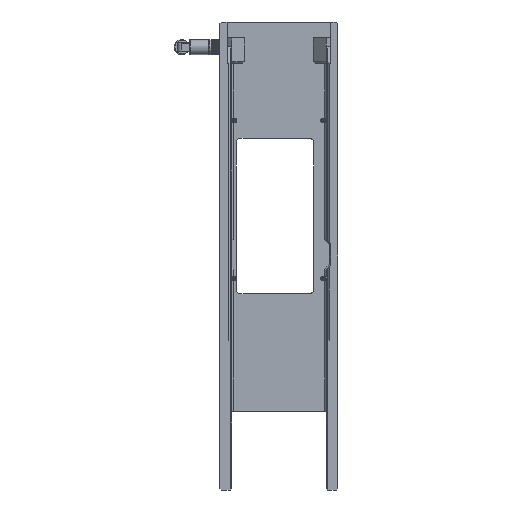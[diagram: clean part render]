
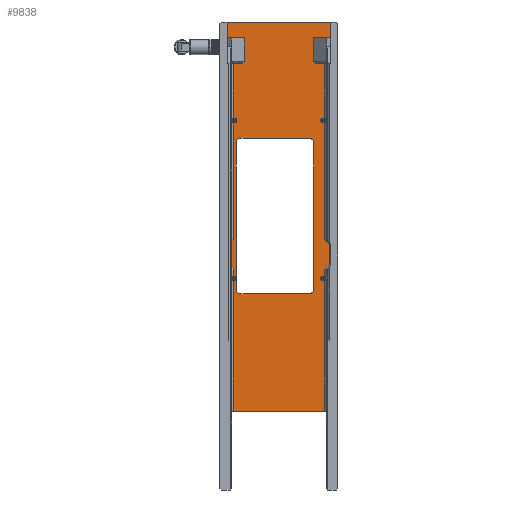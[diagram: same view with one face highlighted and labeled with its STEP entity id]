
A CAD part, front view. The second image highlights one B-rep face of the part: STEP entity #9838.
In plain terms, the highlighted planar face has unit normal (0, -1, 0).
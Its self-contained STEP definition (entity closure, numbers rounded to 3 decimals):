
#161=FACE_BOUND('',#1553,.T.);
#358=PLANE('',#10686);
#918=FACE_OUTER_BOUND('',#1552,.T.);
#1552=EDGE_LOOP('',(#7810,#7811,#7812,#7813,#7814,#7815,#7816,#7817,#7818,
#7819,#7820,#7821,#7822,#7823,#7824,#7825));
#1553=EDGE_LOOP('',(#7826,#7827,#7828,#7829,#7830,#7831,#7832,#7833));
#2128=CIRCLE('',#10687,3.);
#2129=CIRCLE('',#10688,3.);
#2130=CIRCLE('',#10689,3.);
#2131=CIRCLE('',#10690,3.);
#2743=LINE('',#20272,#3495);
#2761=LINE('',#20313,#3513);
#2803=LINE('',#20403,#3555);
#2808=LINE('',#20414,#3560);
#2855=LINE('',#20580,#3607);
#2922=LINE('',#20741,#3674);
#3072=LINE('',#21216,#3824);
#3075=LINE('',#21221,#3827);
#3076=LINE('',#21222,#3828);
#3077=LINE('',#21224,#3829);
#3078=LINE('',#21225,#3830);
#3079=LINE('',#21227,#3831);
#3080=LINE('',#21229,#3832);
#3081=LINE('',#21231,#3833);
#3082=LINE('',#21233,#3834);
#3083=LINE('',#21234,#3835);
#3084=LINE('',#21237,#3836);
#3085=LINE('',#21241,#3837);
#3086=LINE('',#21245,#3838);
#3087=LINE('',#21249,#3839);
#3495=VECTOR('',#11793,10.);
#3513=VECTOR('',#11817,10.);
#3555=VECTOR('',#11901,10.);
#3560=VECTOR('',#11912,10.);
#3607=VECTOR('',#12049,10.);
#3674=VECTOR('',#12206,10.);
#3824=VECTOR('',#12602,10.);
#3827=VECTOR('',#12607,10.);
#3828=VECTOR('',#12608,10.);
#3829=VECTOR('',#12609,10.);
#3830=VECTOR('',#12610,10.);
#3831=VECTOR('',#12611,10.);
#3832=VECTOR('',#12612,10.);
#3833=VECTOR('',#12613,10.);
#3834=VECTOR('',#12614,10.);
#3835=VECTOR('',#12615,10.);
#3836=VECTOR('',#12616,10.);
#3837=VECTOR('',#12619,10.);
#3838=VECTOR('',#12622,10.);
#3839=VECTOR('',#12625,10.);
#4321=VERTEX_POINT('',#20269);
#4322=VERTEX_POINT('',#20271);
#4341=VERTEX_POINT('',#20310);
#4342=VERTEX_POINT('',#20312);
#4368=VERTEX_POINT('',#20400);
#4369=VERTEX_POINT('',#20402);
#4372=VERTEX_POINT('',#20412);
#4446=VERTEX_POINT('',#20579);
#4620=VERTEX_POINT('',#21213);
#4621=VERTEX_POINT('',#21215);
#4622=VERTEX_POINT('',#21220);
#4623=VERTEX_POINT('',#21223);
#4624=VERTEX_POINT('',#21226);
#4625=VERTEX_POINT('',#21228);
#4626=VERTEX_POINT('',#21230);
#4627=VERTEX_POINT('',#21232);
#4628=VERTEX_POINT('',#21235);
#4629=VERTEX_POINT('',#21236);
#4630=VERTEX_POINT('',#21238);
#4631=VERTEX_POINT('',#21240);
#4632=VERTEX_POINT('',#21242);
#4633=VERTEX_POINT('',#21244);
#4634=VERTEX_POINT('',#21246);
#4635=VERTEX_POINT('',#21248);
#5347=EDGE_CURVE('',#4322,#4321,#2743,.T.);
#5367=EDGE_CURVE('',#4342,#4341,#2761,.T.);
#5412=EDGE_CURVE('',#4369,#4368,#2803,.T.);
#5418=EDGE_CURVE('',#4372,#4341,#2808,.T.);
#5500=EDGE_CURVE('',#4446,#4342,#2855,.T.);
#5581=EDGE_CURVE('',#4446,#4368,#2922,.T.);
#5784=EDGE_CURVE('',#4620,#4621,#3072,.T.);
#5787=EDGE_CURVE('',#4372,#4622,#3075,.T.);
#5788=EDGE_CURVE('',#4622,#4322,#3076,.T.);
#5789=EDGE_CURVE('',#4321,#4623,#3077,.T.);
#5790=EDGE_CURVE('',#4623,#4621,#3078,.T.);
#5791=EDGE_CURVE('',#4624,#4620,#3079,.T.);
#5792=EDGE_CURVE('',#4625,#4624,#3080,.T.);
#5793=EDGE_CURVE('',#4626,#4625,#3081,.T.);
#5794=EDGE_CURVE('',#4627,#4626,#3082,.T.);
#5795=EDGE_CURVE('',#4369,#4627,#3083,.T.);
#5796=EDGE_CURVE('',#4628,#4629,#3084,.F.);
#5797=EDGE_CURVE('',#4630,#4629,#2128,.T.);
#5798=EDGE_CURVE('',#4630,#4631,#3085,.T.);
#5799=EDGE_CURVE('',#4632,#4631,#2129,.T.);
#5800=EDGE_CURVE('',#4633,#4632,#3086,.T.);
#5801=EDGE_CURVE('',#4634,#4633,#2130,.T.);
#5802=EDGE_CURVE('',#4634,#4635,#3087,.T.);
#5803=EDGE_CURVE('',#4628,#4635,#2131,.T.);
#7810=ORIENTED_EDGE('',*,*,#5787,.T.);
#7811=ORIENTED_EDGE('',*,*,#5788,.T.);
#7812=ORIENTED_EDGE('',*,*,#5347,.T.);
#7813=ORIENTED_EDGE('',*,*,#5789,.T.);
#7814=ORIENTED_EDGE('',*,*,#5790,.T.);
#7815=ORIENTED_EDGE('',*,*,#5784,.F.);
#7816=ORIENTED_EDGE('',*,*,#5791,.F.);
#7817=ORIENTED_EDGE('',*,*,#5792,.F.);
#7818=ORIENTED_EDGE('',*,*,#5793,.F.);
#7819=ORIENTED_EDGE('',*,*,#5794,.F.);
#7820=ORIENTED_EDGE('',*,*,#5795,.F.);
#7821=ORIENTED_EDGE('',*,*,#5412,.T.);
#7822=ORIENTED_EDGE('',*,*,#5581,.F.);
#7823=ORIENTED_EDGE('',*,*,#5500,.T.);
#7824=ORIENTED_EDGE('',*,*,#5367,.T.);
#7825=ORIENTED_EDGE('',*,*,#5418,.F.);
#7826=ORIENTED_EDGE('',*,*,#5796,.T.);
#7827=ORIENTED_EDGE('',*,*,#5797,.F.);
#7828=ORIENTED_EDGE('',*,*,#5798,.T.);
#7829=ORIENTED_EDGE('',*,*,#5799,.F.);
#7830=ORIENTED_EDGE('',*,*,#5800,.F.);
#7831=ORIENTED_EDGE('',*,*,#5801,.F.);
#7832=ORIENTED_EDGE('',*,*,#5802,.T.);
#7833=ORIENTED_EDGE('',*,*,#5803,.F.);
#9838=ADVANCED_FACE('',(#918,#161),#358,.T.);
#10686=AXIS2_PLACEMENT_3D('',#21219,#12605,#12606);
#10687=AXIS2_PLACEMENT_3D('',#21239,#12617,#12618);
#10688=AXIS2_PLACEMENT_3D('',#21243,#12620,#12621);
#10689=AXIS2_PLACEMENT_3D('',#21247,#12623,#12624);
#10690=AXIS2_PLACEMENT_3D('',#21250,#12626,#12627);
#11793=DIRECTION('',(0.,0.,-1.));
#11817=DIRECTION('',(0.,0.,-1.));
#11901=DIRECTION('',(1.,0.,0.));
#11912=DIRECTION('',(-1.,0.,0.));
#12049=DIRECTION('',(-1.,0.,0.));
#12206=DIRECTION('',(0.,0.,-1.));
#12602=DIRECTION('',(-1.,0.,0.));
#12605=DIRECTION('center_axis',(0.,-1.,0.));
#12606=DIRECTION('ref_axis',(0.,0.,1.));
#12607=DIRECTION('',(0.,0.,-1.));
#12608=DIRECTION('',(-0.707,0.,-0.707));
#12609=DIRECTION('',(0.707,0.,-0.707));
#12610=DIRECTION('',(0.,0.,-1.));
#12611=DIRECTION('',(0.,0.,-1.));
#12612=DIRECTION('',(-0.707,0.,-0.707));
#12613=DIRECTION('',(0.,0.,-1.));
#12614=DIRECTION('',(0.707,0.,-0.707));
#12615=DIRECTION('',(0.,0.,-1.));
#12616=DIRECTION('',(0.,0.,-1.));
#12617=DIRECTION('center_axis',(0.,-1.,0.));
#12618=DIRECTION('ref_axis',(-0.707,0.,0.707));
#12619=DIRECTION('',(1.,0.,0.));
#12620=DIRECTION('center_axis',(0.,-1.,0.));
#12621=DIRECTION('ref_axis',(0.707,0.,0.707));
#12622=DIRECTION('',(0.,0.,1.));
#12623=DIRECTION('center_axis',(0.,-1.,0.));
#12624=DIRECTION('ref_axis',(0.707,0.,-0.707));
#12625=DIRECTION('',(-1.,0.,0.));
#12626=DIRECTION('center_axis',(0.,-1.,0.));
#12627=DIRECTION('ref_axis',(-0.707,0.,-0.707));
#20269=CARTESIAN_POINT('',(-29.85,48.85,-128.957));
#20271=CARTESIAN_POINT('',(-29.85,48.85,-112.145));
#20272=CARTESIAN_POINT('',(-29.85,48.85,-79.884));
#20310=CARTESIAN_POINT('',(-32.8,48.85,16.5));
#20312=CARTESIAN_POINT('',(-32.8,48.85,26.5));
#20313=CARTESIAN_POINT('',(-32.8,48.85,-78.518));
#20400=CARTESIAN_POINT('',(32.8,48.85,16.5));
#20402=CARTESIAN_POINT('',(28.85,48.85,16.5));
#20403=CARTESIAN_POINT('',(32.8,48.85,16.5));
#20412=CARTESIAN_POINT('',(-28.85,48.85,16.5));
#20414=CARTESIAN_POINT('',(-32.8,48.85,16.5));
#20579=CARTESIAN_POINT('',(32.8,48.85,26.5));
#20580=CARTESIAN_POINT('',(-22.515,48.85,26.5));
#20741=CARTESIAN_POINT('',(32.8,48.85,-78.518));
#21213=CARTESIAN_POINT('',(28.85,48.85,-219.75));
#21215=CARTESIAN_POINT('',(-28.85,48.85,-219.75));
#21216=CARTESIAN_POINT('',(32.8,48.85,-219.75));
#21219=CARTESIAN_POINT('Origin',(32.8,48.85,-49.036));
#21220=CARTESIAN_POINT('',(-28.85,48.85,-111.145));
#21221=CARTESIAN_POINT('',(-28.85,48.85,-48.813));
#21222=CARTESIAN_POINT('',(-15.194,48.85,-97.489));
#21223=CARTESIAN_POINT('',(-28.85,48.85,-129.957));
#21224=CARTESIAN_POINT('',(-50.951,48.85,-107.855));
#21225=CARTESIAN_POINT('',(-28.85,48.85,-123.773));
#21226=CARTESIAN_POINT('',(28.85,48.85,-129.957));
#21227=CARTESIAN_POINT('',(28.85,48.85,-123.773));
#21228=CARTESIAN_POINT('',(31.8,48.85,-127.007));
#21229=CARTESIAN_POINT('',(50.951,48.85,-107.855));
#21230=CARTESIAN_POINT('',(31.8,48.85,-114.095));
#21231=CARTESIAN_POINT('',(31.8,48.85,-78.518));
#21232=CARTESIAN_POINT('',(28.85,48.85,-111.145));
#21233=CARTESIAN_POINT('',(15.194,48.85,-97.489));
#21234=CARTESIAN_POINT('',(28.85,48.85,-48.813));
#21235=CARTESIAN_POINT('',(-27.,48.85,-142.536));
#21236=CARTESIAN_POINT('',(-27.,48.85,-50.036));
#21237=CARTESIAN_POINT('',(-27.,48.85,-75.536));
#21238=CARTESIAN_POINT('',(-24.,48.85,-47.036));
#21239=CARTESIAN_POINT('Origin',(-24.,48.85,-50.036));
#21240=CARTESIAN_POINT('',(19.,48.85,-47.036));
#21241=CARTESIAN_POINT('',(-32.8,48.85,-47.036));
#21242=CARTESIAN_POINT('',(22.,48.85,-50.036));
#21243=CARTESIAN_POINT('Origin',(19.,48.85,-50.036));
#21244=CARTESIAN_POINT('',(22.,48.85,-142.536));
#21245=CARTESIAN_POINT('',(22.,48.85,-51.036));
#21246=CARTESIAN_POINT('',(19.,48.85,-145.536));
#21247=CARTESIAN_POINT('Origin',(19.,48.85,-142.536));
#21248=CARTESIAN_POINT('',(-24.,48.85,-145.536));
#21249=CARTESIAN_POINT('',(-32.8,48.85,-145.536));
#21250=CARTESIAN_POINT('Origin',(-24.,48.85,-142.536));
